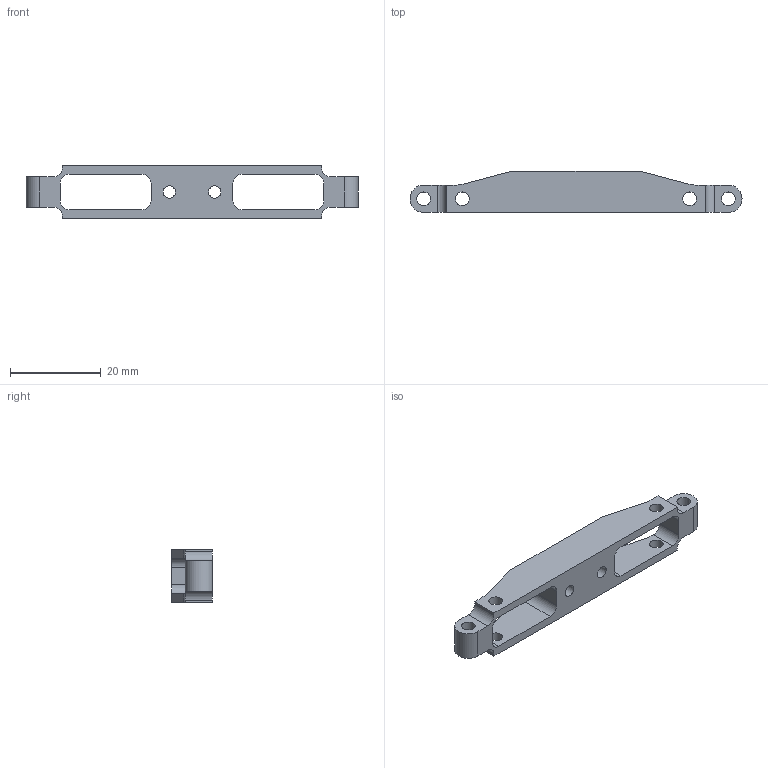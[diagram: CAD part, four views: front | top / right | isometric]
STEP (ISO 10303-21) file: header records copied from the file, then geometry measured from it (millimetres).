
FILE_DESCRIPTION(/* description */ ('1T/2T BOARD EXTRACTOR MOBILE DUAL BASE'),/* implementation_level */ '2;1');
FILE_NAME(/* name */ '20190125_109E.0101318_00_Draft.stp',/* time_stamp */ '2019-01-25T16:07:37+01:00',/* author */ ('LLE'),/* organization */ ('Ansaldo STS - A Hitachi Group Company'),/* preprocessor_version */ 'ST-DEVELOPER v17',/* originating_system */ 'Autodesk Inventor 2018',/* authorisation */ '');
FILE_SCHEMA (('AUTOMOTIVE_DESIGN { 1 0 10303 214 3 1 1 }'));
Length unit declared in the file: millimetre
Products named in the file (1): 109E.0101318
Bounding box: 73 x 9 x 11.6 mm (x, y, z)
Volume: 3291.9 mm3; surface area: 3195.3 mm2
Topology: 1 solids, 1 shells, 56 faces, 170 edges, 116 vertices
Faces by surface type: cylinder 28, plane 28
Full cylindrical faces by diameter (mm): 2.7 x2, 3 x6, 5 x2
Entity records: 2021 total; most frequent: DIRECTION 348, CARTESIAN_POINT 343, ORIENTED_EDGE 340, EDGE_CURVE 170, AXIS2_PLACEMENT_3D 121, VERTEX_POINT 116, LINE 106, VECTOR 106
